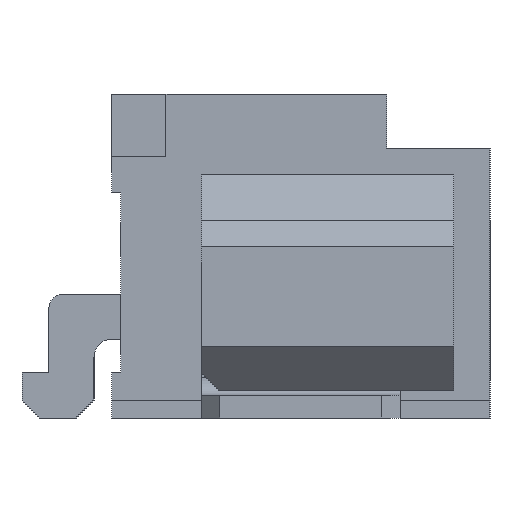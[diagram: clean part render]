
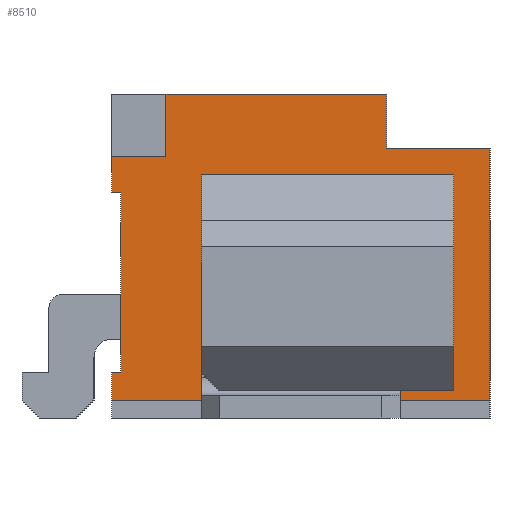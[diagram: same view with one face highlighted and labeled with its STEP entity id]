
A CAD part, left-side view. The second image highlights one B-rep face of the part: STEP entity #8510.
In plain terms, the highlighted face is planar.
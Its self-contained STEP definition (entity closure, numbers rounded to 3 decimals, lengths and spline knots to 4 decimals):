
#243=FACE_BOUND('',#1066,.T.);
#596=FACE_OUTER_BOUND('',#1065,.T.);
#1065=EDGE_LOOP('',(#6619,#6620,#6621,#6622,#6623,#6624,#6625,#6626,#6627,
#6628,#6629,#6630));
#1066=EDGE_LOOP('',(#6631,#6632,#6633,#6634));
#1689=LINE('',#12079,#2741);
#1758=LINE('',#12231,#2810);
#1762=LINE('',#12241,#2814);
#1792=LINE('',#12299,#2844);
#1823=LINE('',#12362,#2875);
#1898=LINE('',#12509,#2950);
#1906=LINE('',#12525,#2958);
#1907=LINE('',#12526,#2959);
#1908=LINE('',#12528,#2960);
#1909=LINE('',#12530,#2961);
#1910=LINE('',#12532,#2962);
#1911=LINE('',#12534,#2963);
#1912=LINE('',#12536,#2964);
#1913=LINE('',#12537,#2965);
#1914=LINE('',#12538,#2966);
#1915=LINE('',#12539,#2967);
#2741=VECTOR('',#10052,2.);
#2810=VECTOR('',#10165,0.3);
#2814=VECTOR('',#10171,0.4);
#2844=VECTOR('',#10203,0.1);
#2875=VECTOR('',#10240,2.4);
#2950=VECTOR('',#10367,2.4);
#2958=VECTOR('',#10385,0.6);
#2959=VECTOR('',#10386,0.1);
#2960=VECTOR('',#10387,4.2);
#2961=VECTOR('',#10388,2.8);
#2962=VECTOR('',#10389,1.15);
#2963=VECTOR('',#10390,0.6);
#2964=VECTOR('',#10391,2.45);
#2965=VECTOR('',#10392,0.7);
#2966=VECTOR('',#10393,2.8);
#2967=VECTOR('',#10394,2.8);
#3685=VERTEX_POINT('',#12076);
#3686=VERTEX_POINT('',#12078);
#3742=VERTEX_POINT('',#12217);
#3747=VERTEX_POINT('',#12229);
#3751=VERTEX_POINT('',#12238);
#3752=VERTEX_POINT('',#12240);
#3807=VERTEX_POINT('',#12359);
#3808=VERTEX_POINT('',#12361);
#3853=VERTEX_POINT('',#12507);
#3854=VERTEX_POINT('',#12508);
#3857=VERTEX_POINT('',#12524);
#3858=VERTEX_POINT('',#12527);
#3859=VERTEX_POINT('',#12529);
#3860=VERTEX_POINT('',#12531);
#3861=VERTEX_POINT('',#12533);
#3862=VERTEX_POINT('',#12535);
#4639=EDGE_CURVE('',#3685,#3686,#1689,.T.);
#4712=EDGE_CURVE('',#3747,#3742,#1758,.T.);
#4716=EDGE_CURVE('',#3751,#3752,#1762,.T.);
#4746=EDGE_CURVE('',#3742,#3685,#1792,.T.);
#4777=EDGE_CURVE('',#3808,#3807,#1823,.T.);
#4852=EDGE_CURVE('',#3853,#3854,#1898,.T.);
#4860=EDGE_CURVE('',#3752,#3857,#1906,.T.);
#4861=EDGE_CURVE('',#3751,#3686,#1907,.T.);
#4862=EDGE_CURVE('',#3747,#3858,#1908,.T.);
#4863=EDGE_CURVE('',#3858,#3859,#1909,.T.);
#4864=EDGE_CURVE('',#3859,#3860,#1910,.T.);
#4865=EDGE_CURVE('',#3861,#3860,#1911,.T.);
#4866=EDGE_CURVE('',#3862,#3861,#1912,.T.);
#4867=EDGE_CURVE('',#3862,#3857,#1913,.T.);
#4868=EDGE_CURVE('',#3854,#3807,#1914,.T.);
#4869=EDGE_CURVE('',#3853,#3808,#1915,.T.);
#6619=ORIENTED_EDGE('',*,*,#4860,.F.);
#6620=ORIENTED_EDGE('',*,*,#4716,.F.);
#6621=ORIENTED_EDGE('',*,*,#4861,.T.);
#6622=ORIENTED_EDGE('',*,*,#4639,.F.);
#6623=ORIENTED_EDGE('',*,*,#4746,.F.);
#6624=ORIENTED_EDGE('',*,*,#4712,.F.);
#6625=ORIENTED_EDGE('',*,*,#4862,.T.);
#6626=ORIENTED_EDGE('',*,*,#4863,.T.);
#6627=ORIENTED_EDGE('',*,*,#4864,.T.);
#6628=ORIENTED_EDGE('',*,*,#4865,.F.);
#6629=ORIENTED_EDGE('',*,*,#4866,.F.);
#6630=ORIENTED_EDGE('',*,*,#4867,.T.);
#6631=ORIENTED_EDGE('',*,*,#4777,.T.);
#6632=ORIENTED_EDGE('',*,*,#4868,.F.);
#6633=ORIENTED_EDGE('',*,*,#4852,.F.);
#6634=ORIENTED_EDGE('',*,*,#4869,.T.);
#8109=PLANE('',#9046);
#8510=ADVANCED_FACE('',(#596,#243),#8109,.T.);
#9046=AXIS2_PLACEMENT_3D('',#12523,#10383,#10384);
#10052=DIRECTION('',(0.,0.,1.));
#10165=DIRECTION('',(0.,0.,1.));
#10171=DIRECTION('',(0.,0.,1.));
#10203=DIRECTION('',(0.,1.,0.));
#10240=DIRECTION('',(0.,0.,1.));
#10367=DIRECTION('',(0.,0.,1.));
#10383=DIRECTION('center_axis',(1.,0.,0.));
#10384=DIRECTION('ref_axis',(0.,1.,0.));
#10385=DIRECTION('',(0.,1.,0.));
#10386=DIRECTION('',(0.,1.,0.));
#10387=DIRECTION('',(0.,1.,0.));
#10388=DIRECTION('',(0.,0.,1.));
#10389=DIRECTION('',(0.,-1.,0.));
#10390=DIRECTION('',(0.,0.,-1.));
#10391=DIRECTION('',(0.,1.,0.));
#10392=DIRECTION('',(0.,0.,-1.));
#10393=DIRECTION('',(0.,-1.,0.));
#10394=DIRECTION('',(0.,-1.,0.));
#12076=CARTESIAN_POINT('',(4.625,-3.125,-1.3));
#12078=CARTESIAN_POINT('',(4.625,-3.125,0.7));
#12079=CARTESIAN_POINT('',(4.625,-3.125,-1.3));
#12217=CARTESIAN_POINT('',(4.625,-3.225,-1.3));
#12229=CARTESIAN_POINT('',(4.625,-3.225,-1.6));
#12231=CARTESIAN_POINT('',(4.625,-3.225,-1.6));
#12238=CARTESIAN_POINT('',(4.625,-3.225,0.7));
#12240=CARTESIAN_POINT('',(4.625,-3.225,1.1));
#12241=CARTESIAN_POINT('',(4.625,-3.225,0.7));
#12299=CARTESIAN_POINT('',(4.625,-3.225,-1.3));
#12359=CARTESIAN_POINT('',(4.625,-2.225,0.9));
#12361=CARTESIAN_POINT('',(4.625,-2.225,-1.5));
#12362=CARTESIAN_POINT('',(4.625,-2.225,-1.5));
#12507=CARTESIAN_POINT('',(4.625,0.575,-1.5));
#12508=CARTESIAN_POINT('',(4.625,0.575,0.9));
#12509=CARTESIAN_POINT('',(4.625,0.575,-1.5));
#12523=CARTESIAN_POINT('Origin',(4.625,-3.225,-1.8));
#12524=CARTESIAN_POINT('',(4.625,-2.625,1.1));
#12525=CARTESIAN_POINT('',(4.625,-3.225,1.1));
#12526=CARTESIAN_POINT('',(4.625,-3.225,0.7));
#12527=CARTESIAN_POINT('',(4.625,0.975,-1.6));
#12528=CARTESIAN_POINT('',(4.625,-3.225,-1.6));
#12529=CARTESIAN_POINT('',(4.625,0.975,1.2));
#12530=CARTESIAN_POINT('',(4.625,0.975,-1.6));
#12531=CARTESIAN_POINT('',(4.625,-0.175,1.2));
#12532=CARTESIAN_POINT('',(4.625,0.975,1.2));
#12533=CARTESIAN_POINT('',(4.625,-0.175,1.8));
#12534=CARTESIAN_POINT('',(4.625,-0.175,1.6));
#12535=CARTESIAN_POINT('',(4.625,-2.625,1.8));
#12536=CARTESIAN_POINT('',(4.625,-2.625,1.8));
#12537=CARTESIAN_POINT('',(4.625,-2.625,1.6));
#12538=CARTESIAN_POINT('',(4.625,0.575,0.9));
#12539=CARTESIAN_POINT('',(4.625,0.575,-1.5));
